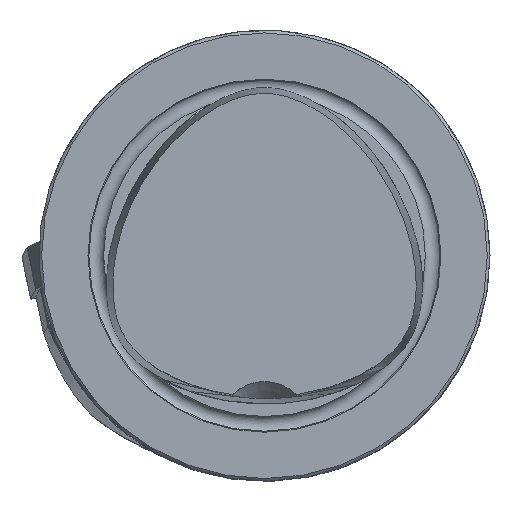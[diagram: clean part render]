
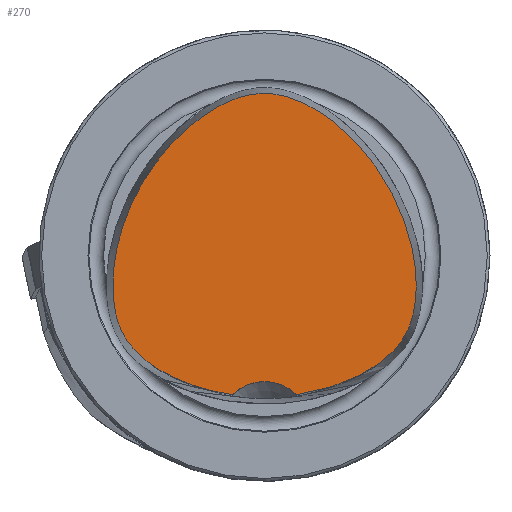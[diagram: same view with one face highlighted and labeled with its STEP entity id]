
A CAD part, top view. The second image highlights one B-rep face of the part: STEP entity #270.
In plain terms, the highlighted planar face has unit normal (0, 0, 1).
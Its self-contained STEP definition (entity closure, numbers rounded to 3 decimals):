
#174=PLANE('',#2088);
#270=ADVANCED_FACE('',(#410),#174,.F.);
#410=FACE_OUTER_BOUND('',#514,.T.);
#514=EDGE_LOOP('',(#1086,#1087));
#646=B_SPLINE_CURVE_WITH_KNOTS('',3,(#3285,#3286,#3287,#3288,#3289,#3290,
#3291,#3292,#3293,#3294,#3295,#3296,#3297,#3298,#3299,#3300,#3301,#3302,
#3303,#3304,#3305,#3306,#3307,#3308,#3309,#3310,#3311,#3312,#3313,#3314,
#3315,#3316,#3317,#3318),.UNSPECIFIED.,.F.,.F.,(4,2,2,2,2,2,2,2,2,2,2,2,
2,2,2,2,4),(0.,0.063,0.125,0.156,0.188,0.25,0.375,0.438,0.5,0.563,
0.625,0.75,0.813,0.844,0.875,0.938,1.),.UNSPECIFIED.);
#1086=ORIENTED_EDGE('',*,*,#1765,.F.);
#1087=ORIENTED_EDGE('',*,*,#1760,.T.);
#1557=VERTEX_POINT('',#3284);
#1558=VERTEX_POINT('',#3319);
#1760=EDGE_CURVE('',#1558,#1557,#646,.T.);
#1765=EDGE_CURVE('',#1558,#1557,#1928,.T.);
#1928=CIRCLE('',#2087,5.);
#2087=AXIS2_PLACEMENT_3D('',#6785,#2386,#2387);
#2088=AXIS2_PLACEMENT_3D('',#6786,#2388,#2389);
#2386=DIRECTION('',(0.,0.,1.));
#2387=DIRECTION('',(-1.,0.,0.));
#2388=DIRECTION('',(0.,0.,-1.));
#2389=DIRECTION('',(1.,0.,0.));
#3284=CARTESIAN_POINT('',(-3.529,-15.458,30.));
#3285=CARTESIAN_POINT('',(3.529,-15.458,30.));
#3286=CARTESIAN_POINT('',(5.578,-15.172,30.));
#3287=CARTESIAN_POINT('',(7.541,-14.652,30.));
#3288=CARTESIAN_POINT('',(11.31,-13.022,30.));
#3289=CARTESIAN_POINT('',(13.115,-11.925,30.));
#3290=CARTESIAN_POINT('',(15.177,-9.639,30.));
#3291=CARTESIAN_POINT('',(15.729,-8.756,30.));
#3292=CARTESIAN_POINT('',(16.464,-6.828,30.));
#3293=CARTESIAN_POINT('',(16.664,-5.812,30.));
#3294=CARTESIAN_POINT('',(16.947,-2.725,30.));
#3295=CARTESIAN_POINT('',(16.713,-0.645,30.));
#3296=CARTESIAN_POINT('',(15.266,5.304,30.));
#3297=CARTESIAN_POINT('',(13.278,9.021,30.));
#3298=CARTESIAN_POINT('',(9.189,13.589,30.));
#3299=CARTESIAN_POINT('',(7.618,14.961,30.));
#3300=CARTESIAN_POINT('',(4.122,17.097,30.));
#3301=CARTESIAN_POINT('',(2.123,17.924,30.));
#3302=CARTESIAN_POINT('',(-1.991,17.959,30.));
#3303=CARTESIAN_POINT('',(-3.994,17.157,30.));
#3304=CARTESIAN_POINT('',(-7.53,15.031,30.));
#3305=CARTESIAN_POINT('',(-9.096,13.678,30.));
#3306=CARTESIAN_POINT('',(-13.235,9.098,30.));
#3307=CARTESIAN_POINT('',(-15.231,5.387,30.));
#3308=CARTESIAN_POINT('',(-16.702,-0.57,30.));
#3309=CARTESIAN_POINT('',(-16.941,-2.651,30.));
#3310=CARTESIAN_POINT('',(-16.678,-5.725,30.));
#3311=CARTESIAN_POINT('',(-16.482,-6.756,30.));
#3312=CARTESIAN_POINT('',(-15.764,-8.687,30.));
#3313=CARTESIAN_POINT('',(-15.214,-9.588,30.));
#3314=CARTESIAN_POINT('',(-13.159,-11.895,30.));
#3315=CARTESIAN_POINT('',(-11.335,-13.008,30.));
#3316=CARTESIAN_POINT('',(-7.568,-14.643,30.));
#3317=CARTESIAN_POINT('',(-5.567,-15.173,30.));
#3318=CARTESIAN_POINT('',(-3.529,-15.458,30.));
#3319=CARTESIAN_POINT('',(3.529,-15.458,30.));
#6785=CARTESIAN_POINT('',(0.,-19.,30.));
#6786=CARTESIAN_POINT('',(0.,-25.,30.));
